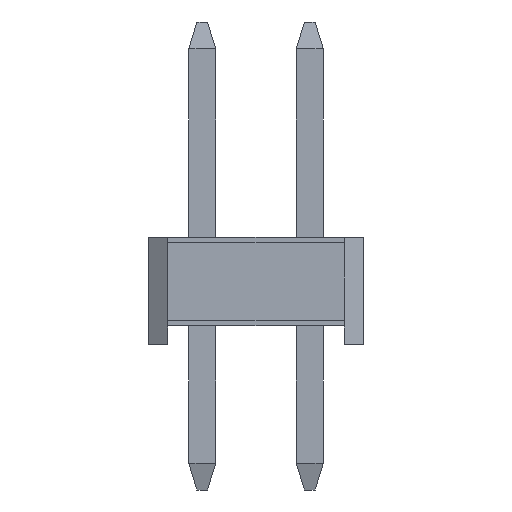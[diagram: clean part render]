
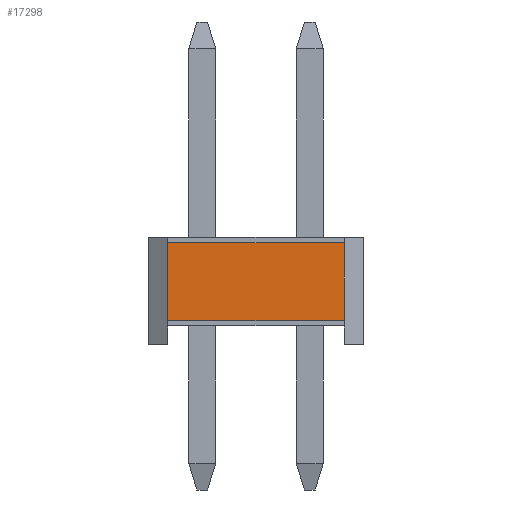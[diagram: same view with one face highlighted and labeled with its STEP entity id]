
A CAD part, front view. The second image highlights one B-rep face of the part: STEP entity #17298.
In plain terms, the highlighted face is planar.
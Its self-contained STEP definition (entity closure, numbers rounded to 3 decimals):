
#1480=ORIENTED_EDGE('',*,*,#4320,.F.);
#1481=ORIENTED_EDGE('',*,*,#3485,.F.);
#1482=ORIENTED_EDGE('',*,*,#4321,.F.);
#1483=ORIENTED_EDGE('',*,*,#3497,.F.);
#3485=EDGE_CURVE('',#5207,#5206,#6261,.T.);
#3497=EDGE_CURVE('',#5218,#5219,#6273,.T.);
#4320=EDGE_CURVE('',#5206,#5218,#7096,.T.);
#4321=EDGE_CURVE('',#5219,#5207,#7097,.T.);
#5206=VERTEX_POINT('',#21665);
#5207=VERTEX_POINT('',#21667);
#5218=VERTEX_POINT('',#21695);
#5219=VERTEX_POINT('',#21696);
#6261=LINE('',#21668,#7985);
#6273=LINE('',#21694,#7997);
#7096=LINE('',#23334,#8820);
#7097=LINE('',#23336,#8821);
#7985=VECTOR('',#18489,1000.);
#7997=VECTOR('',#18509,1000.);
#8820=VECTOR('',#19882,1000.);
#8821=VECTOR('',#19885,1000.);
#10002=EDGE_LOOP('',(#1480,#1481,#1482,#1483));
#10772=FACE_BOUND('',#10002,.T.);
#11520=PLANE('',#18027);
#17298=ADVANCED_FACE('',(#10772),#11520,.F.);
#18027=AXIS2_PLACEMENT_3D('',#23337,#19886,#19887);
#18489=DIRECTION('',(0.,-1.,0.));
#18509=DIRECTION('',(0.,1.,0.));
#19882=DIRECTION('',(0.,0.,1.));
#19885=DIRECTION('',(0.,0.,-1.));
#19886=DIRECTION('',(-1.,0.,0.));
#19887=DIRECTION('',(0.,0.,1.));
#21665=CARTESIAN_POINT('',(12.,-1.64,-0.55));
#21667=CARTESIAN_POINT('',(12.,1.64,-0.55));
#21668=CARTESIAN_POINT('',(12.,1.64,-0.55));
#21694=CARTESIAN_POINT('',(12.,0.,0.9));
#21695=CARTESIAN_POINT('',(12.,-1.64,0.9));
#21696=CARTESIAN_POINT('',(12.,1.64,0.9));
#23334=CARTESIAN_POINT('',(12.,-1.64,0.));
#23336=CARTESIAN_POINT('',(12.,1.64,0.));
#23337=CARTESIAN_POINT('',(12.,0.,0.));
